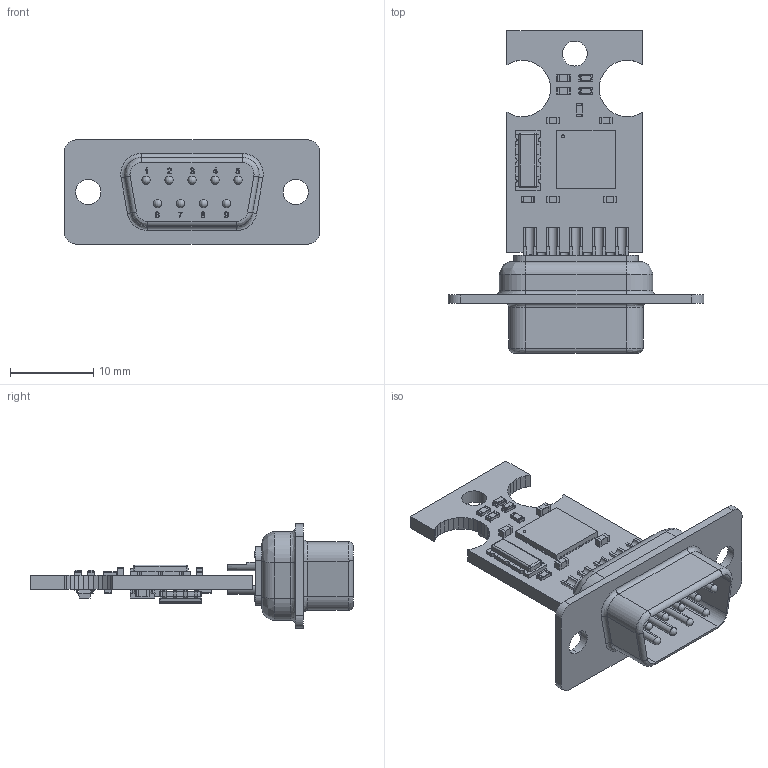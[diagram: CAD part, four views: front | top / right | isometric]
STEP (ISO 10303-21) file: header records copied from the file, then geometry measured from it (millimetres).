
FILE_DESCRIPTION(('Open CASCADE Model'),'2;1');
FILE_NAME('Open CASCADE Shape Model','2020-01-09T18:45:15',('Author'),( 'Open CASCADE'),'Open CASCADE STEP processor 6.8','Open CASCADE 6.8' ,'Unknown');
FILE_SCHEMA(('AUTOMOTIVE_DESIGN { 1 0 10303 214 1 1 1 1 }'));
Length unit declared in the file: millimetre
Products named in the file (38): PCB; Board; C3; CAP-0603; C4; C5; C6; C10; C14; Q1; CSTCC2M00GZ6A02-R0; R1; CR1608-0603; R2; R4; R5; R7; R8; R9; R10; U1; User_Library-SOIC-8-150; User_Library-SOIC-8-150_pin_SOIC_SO-150_1; User_Library-SOIC-8-150_SOIC_150_SOIC_5X4_1; U2; ALSRobot-QFN48_7x7; U3; SOT-23-5; U4; CircuitWorks-SOT-23; VD2; User_Library-led_0603; VD3; XP11; User_Library-DBSM-09; User_Library-DBSM-09_Pinos; User_Library-DBSM-09_Carcaca; User_Library-DBSM-09_Dieletrico
Assembly tree (57 placements, depth 4):
  PCB
    Board
    C3
      CAP-0603
    C4
      CAP-0603
    C5
      CAP-0603
    C6
      CAP-0603
    C10
      CAP-0603
    C14
      CAP-0603
    Q1
      CSTCC2M00GZ6A02-R0
    R1
      CR1608-0603
    R2
      CR1608-0603
    R4
      CR1608-0603
    R5
      CR1608-0603
    R7
      CR1608-0603
    R8
      CR1608-0603
    R9
      CR1608-0603
    R10
      CR1608-0603
    U1
      User_Library-SOIC-8-150
        User_Library-SOIC-8-150_pin_SOIC_SO-150_1  x8
        User_Library-SOIC-8-150_SOIC_150_SOIC_5X4_1
    U2
      ALSRobot-QFN48_7x7
    U3
      SOT-23-5
    U4
      CircuitWorks-SOT-23
    VD2
      User_Library-led_0603
    VD3
      User_Library-led_0603
    XP11
      User_Library-DBSM-09
        User_Library-DBSM-09_Pinos
        User_Library-DBSM-09_Carcaca
        User_Library-DBSM-09_Dieletrico
Bounding box: 30.81 x 38.83 x 12.55 mm (x, y, z)
Volume: 2096.6 mm3; surface area: 3946.4 mm2
Topology: 65 solids, 65 shells, 1956 faces, 5166 edges, 3298 vertices
Faces by surface type: plane 1288, cylinder 347, bspline 309, sphere 12
Full cylindrical faces by diameter (mm): 3 x1
Entity records: 50268 total; most frequent: CARTESIAN_POINT 12001, ORIENTED_EDGE 7098, DIRECTION 5703, EDGE_CURVE 3549, LINE 2587, VECTOR 2587, VERTEX_POINT 2316, AXIS2_PLACEMENT_3D 1558
